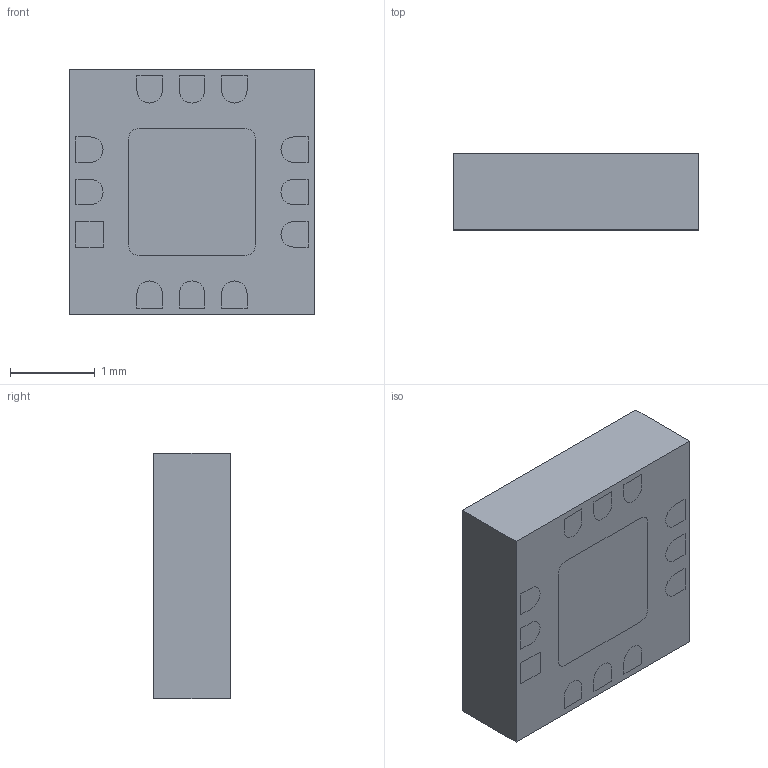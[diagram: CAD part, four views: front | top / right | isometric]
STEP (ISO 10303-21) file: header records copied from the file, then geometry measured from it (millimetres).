
FILE_DESCRIPTION (( 'STEP AP214' ), '1' );
FILE_NAME ('HMC773ALC3B.STEP', '2022-08-31T07:44:55', ( '' ), ( '' ), 'SwSTEP 2.0', 'SolidWorks 2017', '' );
FILE_SCHEMA (( 'AUTOMOTIVE_DESIGN' ));
Length unit declared in the file: millimetre
Products named in the file (1): HMC773ALC3B
Bounding box: 2.9 x 0.9 x 2.9 mm (x, y, z)
Volume: 7.6 mm3; surface area: 39.3 mm2
Topology: 15 solids, 15 shells, 170 faces, 378 edges, 252 vertices
Faces by surface type: plane 130, cylinder 40
Entity records: 4842 total; most frequent: CARTESIAN_POINT 801, DIRECTION 800, ORIENTED_EDGE 756, EDGE_CURVE 378, LINE 298, VECTOR 298, VERTEX_POINT 252, AXIS2_PLACEMENT_3D 251
